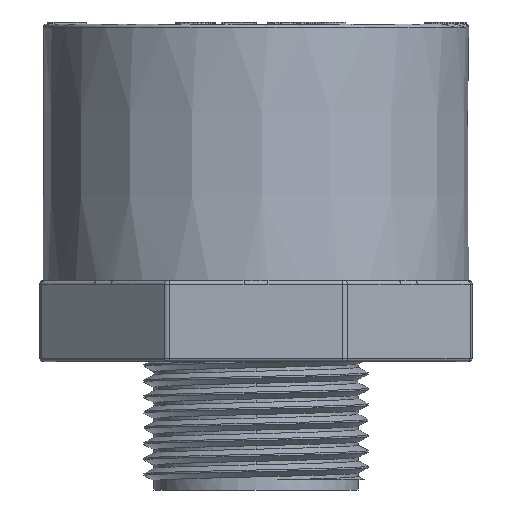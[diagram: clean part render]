
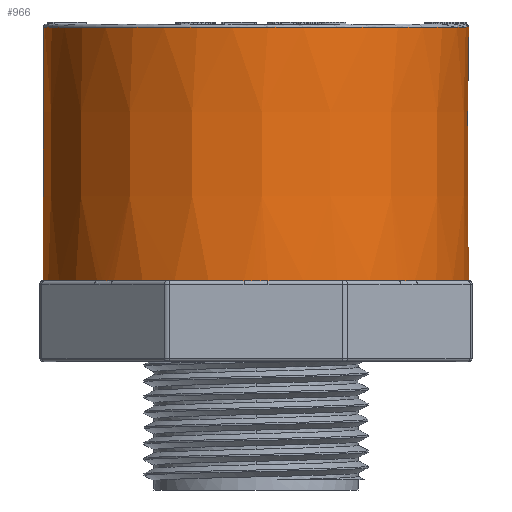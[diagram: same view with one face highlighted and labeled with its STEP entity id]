
A CAD part, left-side view. The second image highlights one B-rep face of the part: STEP entity #966.
In plain terms, the highlighted conical face has half-angle 0.075 degrees and reference radius 31.5 mm.
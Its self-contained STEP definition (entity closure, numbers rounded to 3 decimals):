
#76=CONICAL_SURFACE('',#15286,31.5,0.075);
#966=ADVANCED_FACE('',(#4272,#4273),#76,.T.);
#4130=CIRCLE('',#15233,31.55);
#4132=CIRCLE('',#15236,31.55);
#4134=CIRCLE('',#15239,31.55);
#4136=CIRCLE('',#15242,31.55);
#4151=CIRCLE('',#15271,31.501);
#4153=CIRCLE('',#15274,31.55);
#4154=CIRCLE('',#15275,31.55);
#4155=CIRCLE('',#15276,31.55);
#4156=CIRCLE('',#15277,31.55);
#4157=CIRCLE('',#15278,31.55);
#4158=CIRCLE('',#15279,31.55);
#4159=CIRCLE('',#15280,31.55);
#4160=CIRCLE('',#15281,31.55);
#4161=CIRCLE('',#15282,31.55);
#4162=CIRCLE('',#15283,31.55);
#4163=CIRCLE('',#15284,31.55);
#4164=CIRCLE('',#15285,31.55);
#4272=FACE_BOUND('',#4356,.T.);
#4273=FACE_BOUND('',#4357,.T.);
#4356=EDGE_LOOP('',(#5800,#5801,#5802,#5803,#5804,#5805,#5806,#5807,#5808,
#5809,#5810,#5811,#5812,#5813,#5814,#5815));
#4357=EDGE_LOOP('',(#5816));
#5800=ORIENTED_EDGE('',*,*,#12013,.F.);
#5801=ORIENTED_EDGE('',*,*,#12014,.F.);
#5802=ORIENTED_EDGE('',*,*,#11965,.F.);
#5803=ORIENTED_EDGE('',*,*,#12015,.F.);
#5804=ORIENTED_EDGE('',*,*,#11961,.F.);
#5805=ORIENTED_EDGE('',*,*,#12016,.F.);
#5806=ORIENTED_EDGE('',*,*,#11957,.F.);
#5807=ORIENTED_EDGE('',*,*,#12017,.F.);
#5808=ORIENTED_EDGE('',*,*,#11953,.F.);
#5809=ORIENTED_EDGE('',*,*,#12018,.F.);
#5810=ORIENTED_EDGE('',*,*,#12019,.F.);
#5811=ORIENTED_EDGE('',*,*,#12020,.F.);
#5812=ORIENTED_EDGE('',*,*,#12021,.F.);
#5813=ORIENTED_EDGE('',*,*,#12022,.F.);
#5814=ORIENTED_EDGE('',*,*,#12023,.F.);
#5815=ORIENTED_EDGE('',*,*,#12024,.F.);
#5816=ORIENTED_EDGE('',*,*,#12011,.T.);
#10398=VERTEX_POINT('',#23707);
#10399=VERTEX_POINT('',#23709);
#10402=VERTEX_POINT('',#23716);
#10403=VERTEX_POINT('',#23718);
#10406=VERTEX_POINT('',#23725);
#10407=VERTEX_POINT('',#23727);
#10410=VERTEX_POINT('',#23734);
#10411=VERTEX_POINT('',#23736);
#10447=VERTEX_POINT('',#23862);
#10448=VERTEX_POINT('',#23866);
#10449=VERTEX_POINT('',#23867);
#10450=VERTEX_POINT('',#23873);
#10451=VERTEX_POINT('',#23875);
#10452=VERTEX_POINT('',#23877);
#10453=VERTEX_POINT('',#23879);
#10454=VERTEX_POINT('',#23881);
#10455=VERTEX_POINT('',#23883);
#11953=EDGE_CURVE('',#10398,#10399,#4130,.T.);
#11957=EDGE_CURVE('',#10402,#10403,#4132,.T.);
#11961=EDGE_CURVE('',#10406,#10407,#4134,.T.);
#11965=EDGE_CURVE('',#10410,#10411,#4136,.T.);
#12011=EDGE_CURVE('',#10447,#10447,#4151,.T.);
#12013=EDGE_CURVE('',#10448,#10449,#4153,.T.);
#12014=EDGE_CURVE('',#10411,#10448,#4154,.T.);
#12015=EDGE_CURVE('',#10407,#10410,#4155,.T.);
#12016=EDGE_CURVE('',#10403,#10406,#4156,.T.);
#12017=EDGE_CURVE('',#10399,#10402,#4157,.T.);
#12018=EDGE_CURVE('',#10450,#10398,#4158,.T.);
#12019=EDGE_CURVE('',#10451,#10450,#4159,.T.);
#12020=EDGE_CURVE('',#10452,#10451,#4160,.T.);
#12021=EDGE_CURVE('',#10453,#10452,#4161,.T.);
#12022=EDGE_CURVE('',#10454,#10453,#4162,.T.);
#12023=EDGE_CURVE('',#10455,#10454,#4163,.T.);
#12024=EDGE_CURVE('',#10449,#10455,#4164,.T.);
#15233=AXIS2_PLACEMENT_3D('',#23708,#16211,#16212);
#15236=AXIS2_PLACEMENT_3D('',#23717,#16219,#16220);
#15239=AXIS2_PLACEMENT_3D('',#23726,#16227,#16228);
#15242=AXIS2_PLACEMENT_3D('',#23735,#16235,#16236);
#15271=AXIS2_PLACEMENT_3D('',#23861,#16319,#16320);
#15274=AXIS2_PLACEMENT_3D('',#23865,#16325,#16326);
#15275=AXIS2_PLACEMENT_3D('',#23868,#16327,#16328);
#15276=AXIS2_PLACEMENT_3D('',#23869,#16329,#16330);
#15277=AXIS2_PLACEMENT_3D('',#23870,#16331,#16332);
#15278=AXIS2_PLACEMENT_3D('',#23871,#16333,#16334);
#15279=AXIS2_PLACEMENT_3D('',#23872,#16335,#16336);
#15280=AXIS2_PLACEMENT_3D('',#23874,#16337,#16338);
#15281=AXIS2_PLACEMENT_3D('',#23876,#16339,#16340);
#15282=AXIS2_PLACEMENT_3D('',#23878,#16341,#16342);
#15283=AXIS2_PLACEMENT_3D('',#23880,#16343,#16344);
#15284=AXIS2_PLACEMENT_3D('',#23882,#16345,#16346);
#15285=AXIS2_PLACEMENT_3D('',#23884,#16347,#16348);
#15286=AXIS2_PLACEMENT_3D('',#23885,#16349,#16350);
#16211=DIRECTION('',(0.,0.,-1.));
#16212=DIRECTION('',(0.,1.,0.));
#16219=DIRECTION('',(0.,0.,-1.));
#16220=DIRECTION('',(0.,1.,0.));
#16227=DIRECTION('',(0.,0.,-1.));
#16228=DIRECTION('',(0.,1.,0.));
#16235=DIRECTION('',(0.,0.,-1.));
#16236=DIRECTION('',(0.,1.,0.));
#16319=DIRECTION('',(0.,0.,-1.));
#16320=DIRECTION('',(0.,-1.,0.));
#16325=DIRECTION('',(0.,0.,-1.));
#16326=DIRECTION('',(0.,1.,0.));
#16327=DIRECTION('',(0.,0.,-1.));
#16328=DIRECTION('',(0.,1.,0.));
#16329=DIRECTION('',(0.,0.,-1.));
#16330=DIRECTION('',(0.,1.,0.));
#16331=DIRECTION('',(0.,0.,-1.));
#16332=DIRECTION('',(0.,1.,0.));
#16333=DIRECTION('',(0.,0.,-1.));
#16334=DIRECTION('',(0.,1.,0.));
#16335=DIRECTION('',(0.,0.,-1.));
#16336=DIRECTION('',(0.,1.,0.));
#16337=DIRECTION('',(0.,0.,-1.));
#16338=DIRECTION('',(0.,1.,0.));
#16339=DIRECTION('',(0.,0.,-1.));
#16340=DIRECTION('',(0.,1.,0.));
#16341=DIRECTION('',(0.,0.,-1.));
#16342=DIRECTION('',(0.,1.,0.));
#16343=DIRECTION('',(0.,0.,-1.));
#16344=DIRECTION('',(0.,1.,0.));
#16345=DIRECTION('',(0.,0.,-1.));
#16346=DIRECTION('',(0.,1.,0.));
#16347=DIRECTION('',(0.,0.,-1.));
#16348=DIRECTION('',(0.,1.,0.));
#16349=DIRECTION('',(0.,0.,-1.));
#16350=DIRECTION('',(0.,1.,0.));
#23707=CARTESIAN_POINT('',(-58.776,531.,-14.504));
#23708=CARTESIAN_POINT('',(-57.,562.5,-14.504));
#23709=CARTESIAN_POINT('',(-78.018,538.971,-14.504));
#23716=CARTESIAN_POINT('',(-80.529,541.482,-14.504));
#23717=CARTESIAN_POINT('',(-57.,562.5,-14.504));
#23718=CARTESIAN_POINT('',(-88.5,560.724,-14.504));
#23725=CARTESIAN_POINT('',(-88.5,564.276,-14.504));
#23726=CARTESIAN_POINT('',(-57.,562.5,-14.504));
#23727=CARTESIAN_POINT('',(-80.529,583.518,-14.504));
#23734=CARTESIAN_POINT('',(-78.018,586.029,-14.504));
#23735=CARTESIAN_POINT('',(-57.,562.5,-14.504));
#23736=CARTESIAN_POINT('',(-58.776,594.,-14.504));
#23861=CARTESIAN_POINT('',(-57.,562.5,22.997));
#23862=CARTESIAN_POINT('',(-57.,530.999,22.997));
#23865=CARTESIAN_POINT('',(-57.,562.5,-14.504));
#23866=CARTESIAN_POINT('',(-55.224,594.,-14.504));
#23867=CARTESIAN_POINT('',(-35.982,586.029,-14.504));
#23868=CARTESIAN_POINT('',(-57.,562.5,-14.504));
#23869=CARTESIAN_POINT('',(-57.,562.5,-14.504));
#23870=CARTESIAN_POINT('',(-57.,562.5,-14.504));
#23871=CARTESIAN_POINT('',(-57.,562.5,-14.504));
#23872=CARTESIAN_POINT('',(-57.,562.5,-14.504));
#23873=CARTESIAN_POINT('',(-55.224,531.,-14.504));
#23874=CARTESIAN_POINT('',(-57.,562.5,-14.504));
#23875=CARTESIAN_POINT('',(-35.982,538.971,-14.504));
#23876=CARTESIAN_POINT('',(-57.,562.5,-14.504));
#23877=CARTESIAN_POINT('',(-33.471,541.482,-14.504));
#23878=CARTESIAN_POINT('',(-57.,562.5,-14.504));
#23879=CARTESIAN_POINT('',(-25.5,560.724,-14.504));
#23880=CARTESIAN_POINT('',(-57.,562.5,-14.504));
#23881=CARTESIAN_POINT('',(-25.5,564.276,-14.504));
#23882=CARTESIAN_POINT('',(-57.,562.5,-14.504));
#23883=CARTESIAN_POINT('',(-33.471,583.518,-14.504));
#23884=CARTESIAN_POINT('',(-57.,562.5,-14.504));
#23885=CARTESIAN_POINT('',(-57.,562.5,23.496));
